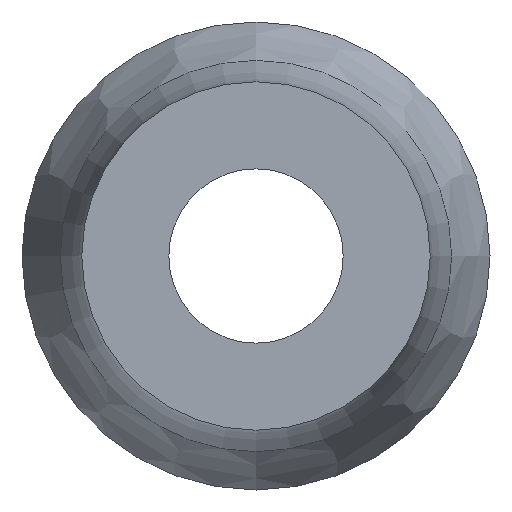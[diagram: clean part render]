
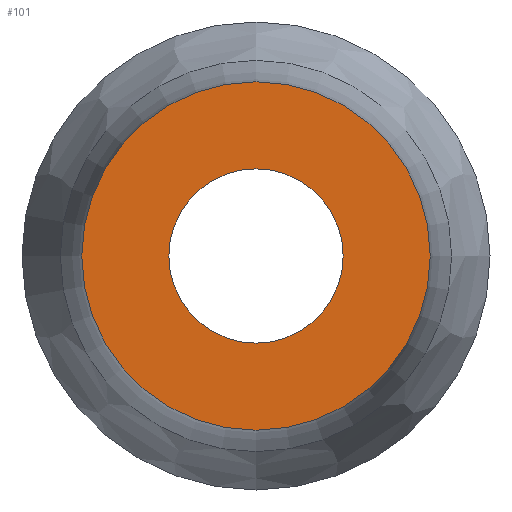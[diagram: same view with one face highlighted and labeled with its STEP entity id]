
A CAD part, left-side view. The second image highlights one B-rep face of the part: STEP entity #101.
In plain terms, the highlighted planar face has unit normal (-1, 0, 0).
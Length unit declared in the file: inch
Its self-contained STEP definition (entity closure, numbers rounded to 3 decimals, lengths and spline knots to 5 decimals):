
#19=PLANE('',#132);
#25=FACE_BOUND('',#42,.T.);
#31=FACE_OUTER_BOUND('',#41,.T.);
#41=EDGE_LOOP('',(#81));
#42=EDGE_LOOP('',(#82));
#53=CIRCLE('',#131,0.25043);
#54=CIRCLE('',#133,0.50043);
#61=VERTEX_POINT('',#178);
#62=VERTEX_POINT('',#181);
#69=EDGE_CURVE('',#61,#61,#53,.T.);
#70=EDGE_CURVE('',#62,#62,#54,.T.);
#81=ORIENTED_EDGE('',*,*,#70,.F.);
#82=ORIENTED_EDGE('',*,*,#69,.T.);
#101=ADVANCED_FACE('',(#31,#25),#19,.T.);
#131=AXIS2_PLACEMENT_3D('',#179,#151,#152);
#132=AXIS2_PLACEMENT_3D('',#180,#153,#154);
#133=AXIS2_PLACEMENT_3D('',#182,#155,#156);
#151=DIRECTION('center_axis',(1.,0.,0.));
#152=DIRECTION('ref_axis',(0.,0.,-1.));
#153=DIRECTION('center_axis',(-1.,0.,0.));
#154=DIRECTION('ref_axis',(0.,0.,1.));
#155=DIRECTION('center_axis',(1.,0.,0.));
#156=DIRECTION('ref_axis',(0.,0.,-1.));
#178=CARTESIAN_POINT('',(-0.24897,0.25043,0.));
#179=CARTESIAN_POINT('Origin',(-0.24897,0.,0.));
#180=CARTESIAN_POINT('Origin',(-0.24897,0.50043,0.));
#181=CARTESIAN_POINT('',(-0.24897,0.50043,0.));
#182=CARTESIAN_POINT('Origin',(-0.24897,0.,0.));
